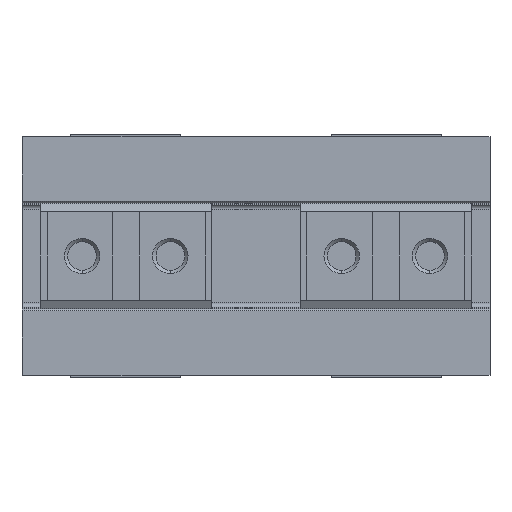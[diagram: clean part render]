
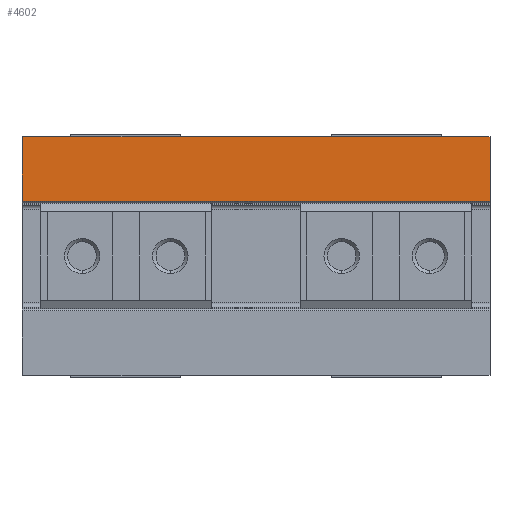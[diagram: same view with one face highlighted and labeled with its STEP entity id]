
A CAD part, left-side view. The second image highlights one B-rep face of the part: STEP entity #4602.
In plain terms, the highlighted planar face has unit normal (-1, 0, 0).
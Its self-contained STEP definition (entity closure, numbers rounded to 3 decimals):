
#139 = CARTESIAN_POINT ( 'NONE',  ( -62.5, 26.5, 6.212 ) ) ;
#307 = CARTESIAN_POINT ( 'NONE',  ( -62.5, 26.5, -13.5 ) ) ;
#610 = ORIENTED_EDGE ( 'NONE', *, *, #7675, .F. ) ;
#650 = VERTEX_POINT ( 'NONE', #3732 ) ;
#812 = CARTESIAN_POINT ( 'NONE',  ( -62.5, 26.5, 13.5 ) ) ;
#1130 = VECTOR ( 'NONE', #7476, 1000. ) ;
#1335 = LINE ( 'NONE', #307, #4558 ) ;
#1622 = FACE_OUTER_BOUND ( 'NONE', #7960, .T. ) ;
#2149 = CARTESIAN_POINT ( 'NONE',  ( -62.5, 26.5, 13.5 ) ) ;
#2227 = LINE ( 'NONE', #6873, #4138 ) ;
#2493 = DIRECTION ( 'NONE',  ( 0., 0., -1. ) ) ;
#2782 = ORIENTED_EDGE ( 'NONE', *, *, #7767, .T. ) ;
#2975 = DIRECTION ( 'NONE',  ( 0., -1., 0. ) ) ;
#3049 = LINE ( 'NONE', #3559, #1130 ) ;
#3224 = EDGE_CURVE ( 'NONE', #7660, #4858, #1335, .T. ) ;
#3250 = EDGE_CURVE ( 'NONE', #7318, #650, #3049, .T. ) ;
#3538 = DIRECTION ( 'NONE',  ( 0., 0., 1. ) ) ;
#3559 = CARTESIAN_POINT ( 'NONE',  ( -62.5, -26.5, 13.5 ) ) ;
#3732 = CARTESIAN_POINT ( 'NONE',  ( -62.5, -26.5, 6.212 ) ) ;
#3997 = AXIS2_PLACEMENT_3D ( 'NONE', #5712, #6376, #2493 ) ;
#4138 = VECTOR ( 'NONE', #2975, 1000. ) ;
#4555 = ORIENTED_EDGE ( 'NONE', *, *, #3250, .F. ) ;
#4558 = VECTOR ( 'NONE', #3538, 1000. ) ;
#4602 = ADVANCED_FACE ( 'NONE', ( #1622 ), #5066, .F. ) ;
#4858 = VERTEX_POINT ( 'NONE', #812 ) ;
#4943 = LINE ( 'NONE', #2149, #8042 ) ;
#5066 = PLANE ( 'NONE',  #3997 ) ;
#5712 = CARTESIAN_POINT ( 'NONE',  ( -62.5, 0., 0. ) ) ;
#6376 = DIRECTION ( 'NONE',  ( 1., 0., 0. ) ) ;
#6664 = DIRECTION ( 'NONE',  ( 0., -1., 0. ) ) ;
#6873 = CARTESIAN_POINT ( 'NONE',  ( -62.5, 26.5, 6.212 ) ) ;
#7072 = ORIENTED_EDGE ( 'NONE', *, *, #3224, .F. ) ;
#7318 = VERTEX_POINT ( 'NONE', #7606 ) ;
#7476 = DIRECTION ( 'NONE',  ( 0., 0., -1. ) ) ;
#7606 = CARTESIAN_POINT ( 'NONE',  ( -62.5, -26.5, 13.5 ) ) ;
#7660 = VERTEX_POINT ( 'NONE', #139 ) ;
#7675 = EDGE_CURVE ( 'NONE', #4858, #7318, #4943, .T. ) ;
#7767 = EDGE_CURVE ( 'NONE', #7660, #650, #2227, .T. ) ;
#7960 = EDGE_LOOP ( 'NONE', ( #2782, #4555, #610, #7072 ) ) ;
#8042 = VECTOR ( 'NONE', #6664, 1000. ) ;
